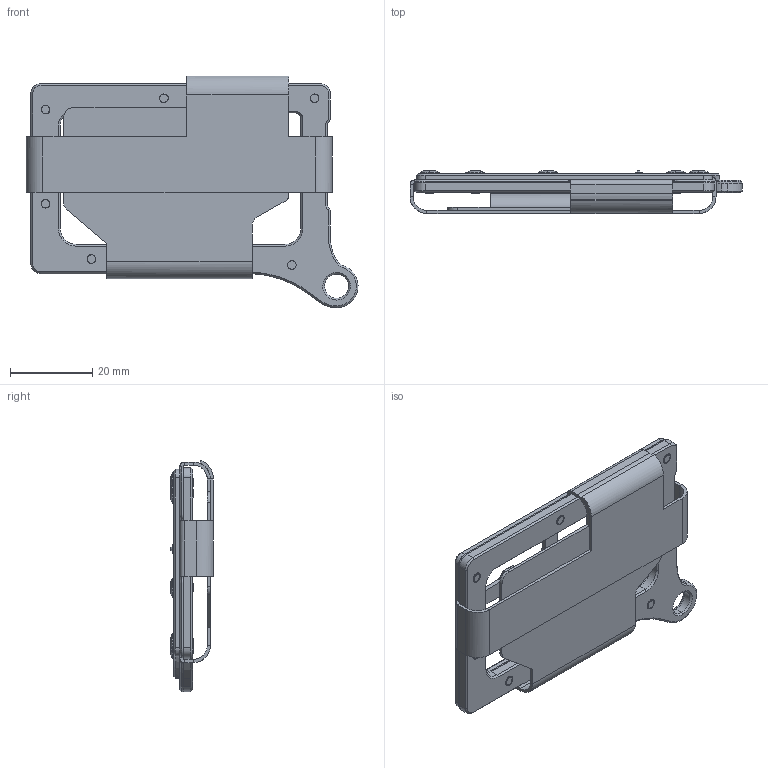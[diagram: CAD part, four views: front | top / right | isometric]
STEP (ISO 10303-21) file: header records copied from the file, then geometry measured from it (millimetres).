
FILE_DESCRIPTION(('FreeCAD Model'),'2;1');
FILE_NAME('Open CASCADE Shape Model','2025-04-27T17:26:53',('FreeCAD'),( 'FreeCAD'),'Open CASCADE STEP processor 7.6','FreeCAD','Unknown');
FILE_SCHEMA(('AUTOMOTIVE_DESIGN { 1 0 10303 214 1 1 1 1 }'));
Products named in the file (1): Open CASCADE STEP translator 7.6 1
Bounding box: 80.57 x 10.4 x 56.13 mm (x, y, z)
Volume: 10519.2 mm3; surface area: 20995.4 mm2
Topology: 16 solids, 16 shells, 991 faces, 2360 edges, 1391 vertices
Faces by surface type: bspline 991
Entity records: 35495 total; most frequent: CARTESIAN_POINT 22307, ORIENTED_EDGE 4692, EDGE_CURVE 2346, VERTEX_POINT 1391, B_SPLINE_CURVE_WITH_KNOTS 1333, FACE_BOUND 1047, EDGE_LOOP 1047, ADVANCED_FACE 991
